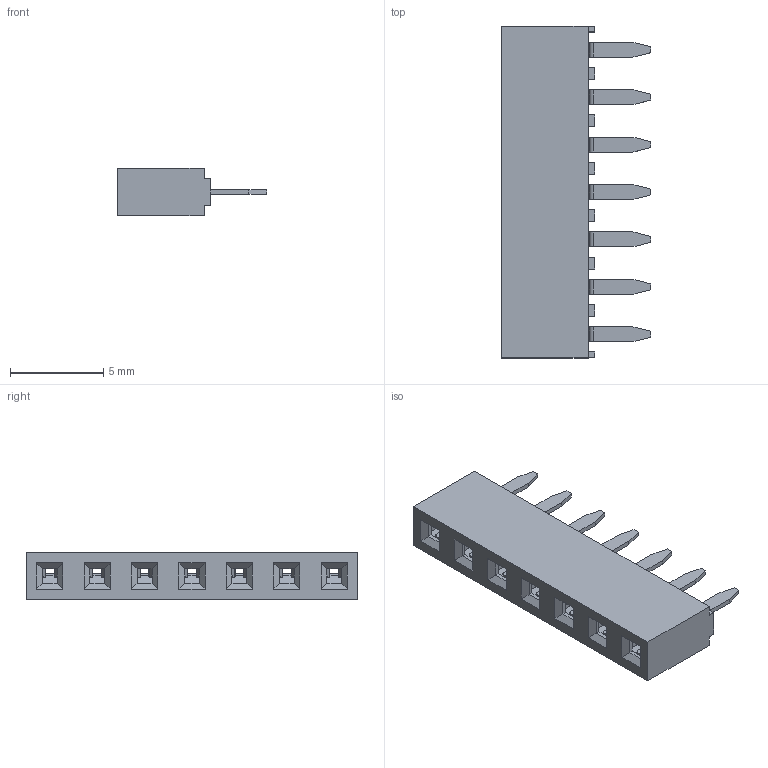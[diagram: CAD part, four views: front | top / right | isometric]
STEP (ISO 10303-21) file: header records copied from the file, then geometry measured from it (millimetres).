
FILE_DESCRIPTION((''),'2;1');
FILE_NAME('342-07-1-00','2012-03-27T',('CAD01'),(''),'PRO/ENGINEER BY PARAMETRIC TECHNOLOGY CORPORATION, 2007090','PRO/ENGINEER BY PARAMETRIC TECHNOLOGY CORPORATION, 2007090','');
FILE_SCHEMA(('CONFIG_CONTROL_DESIGN'));
Length unit declared in the file: millimetre
Products named in the file (3): I-342-B-H5-07-0-2; T-342-N-180-S-2; 342-07-1-00
Assembly tree (8 placements, depth 2):
  342-07-1-00
    I-342-B-H5-07-0-2
    T-342-N-180-S-2  x7
Bounding box: 8 x 17.78 x 2.54 mm (x, y, z)
Volume: 151.7 mm3; surface area: 705.9 mm2
Topology: 22 solids, 22 shells, 1074 faces, 2530 edges, 1500 vertices
Faces by surface type: plane 738, cylinder 252, bspline 84
Entity records: 9376 total; most frequent: CARTESIAN_POINT 1877, ORIENTED_EDGE 1364, DIRECTION 1258, EDGE_CURVE 682, VECTOR 584, LINE 584, VERTEX_POINT 420, AXIS2_PLACEMENT_3D 337
